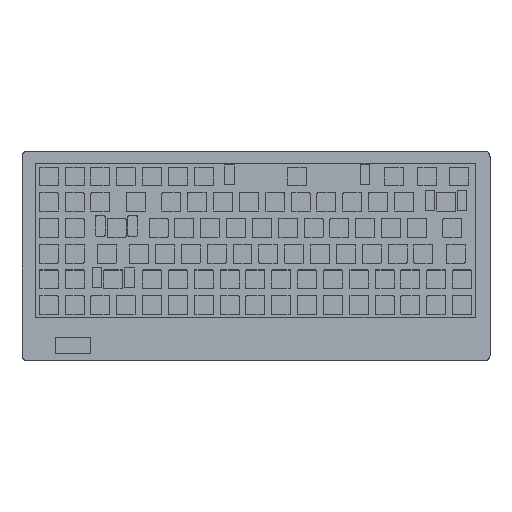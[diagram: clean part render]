
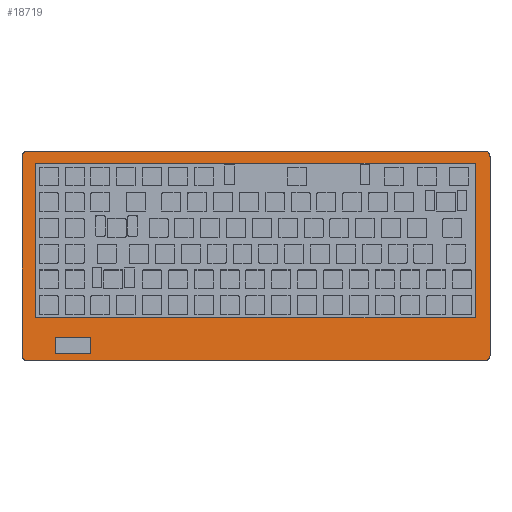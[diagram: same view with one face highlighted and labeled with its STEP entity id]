
A CAD part, top view. The second image highlights one B-rep face of the part: STEP entity #18719.
In plain terms, the highlighted planar face has unit normal (0, 0.087, 0.996).
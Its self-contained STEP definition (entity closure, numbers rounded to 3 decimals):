
#930=FACE_BOUND('',#2892,.T.);
#931=FACE_BOUND('',#2893,.T.);
#1279=PLANE('',#19861);
#1826=FACE_OUTER_BOUND('',#2891,.T.);
#2891=EDGE_LOOP('',(#12785,#12786,#12787,#12788,#12789,#12790,#12791,#12792));
#2892=EDGE_LOOP('',(#12793,#12794,#12795,#12796));
#2893=EDGE_LOOP('',(#12797,#12798,#12799,#12800));
#4163=LINE('',#27781,#5923);
#4168=LINE('',#27795,#5928);
#4186=LINE('',#27932,#5946);
#4187=LINE('',#27934,#5947);
#4189=LINE('',#27938,#5949);
#4190=LINE('',#27941,#5950);
#4192=LINE('',#27944,#5952);
#4193=LINE('',#27946,#5953);
#4195=LINE('',#27951,#5955);
#4198=LINE('',#27956,#5958);
#4200=LINE('',#27960,#5960);
#4201=LINE('',#27962,#5961);
#5923=VECTOR('',#21852,10.);
#5928=VECTOR('',#21867,10.);
#5946=VECTOR('',#22039,10.);
#5947=VECTOR('',#22042,10.);
#5949=VECTOR('',#22046,10.);
#5950=VECTOR('',#22049,10.);
#5952=VECTOR('',#22053,10.);
#5953=VECTOR('',#22056,10.);
#5955=VECTOR('',#22060,10.);
#5958=VECTOR('',#22065,10.);
#5960=VECTOR('',#22069,10.);
#5961=VECTOR('',#22072,10.);
#7669=ELLIPSE('',#19713,4.015,4.);
#7688=ELLIPSE('',#19735,4.015,4.);
#7689=ELLIPSE('',#19737,4.015,4.);
#7690=ELLIPSE('',#19740,4.015,4.);
#7851=VERTEX_POINT('',#27713);
#7852=VERTEX_POINT('',#27714);
#7883=VERTEX_POINT('',#27780);
#7884=VERTEX_POINT('',#27784);
#7885=VERTEX_POINT('',#27788);
#7886=VERTEX_POINT('',#27790);
#7887=VERTEX_POINT('',#27794);
#7888=VERTEX_POINT('',#27798);
#7928=VERTEX_POINT('',#27928);
#7929=VERTEX_POINT('',#27930);
#7930=VERTEX_POINT('',#27936);
#7931=VERTEX_POINT('',#27940);
#7932=VERTEX_POINT('',#27948);
#7933=VERTEX_POINT('',#27950);
#7934=VERTEX_POINT('',#27954);
#7935=VERTEX_POINT('',#27958);
#9718=EDGE_CURVE('',#7851,#7852,#7669,.T.);
#9751=EDGE_CURVE('',#7852,#7883,#4163,.T.);
#9753=EDGE_CURVE('',#7883,#7884,#7688,.T.);
#9756=EDGE_CURVE('',#7885,#7886,#7689,.T.);
#9758=EDGE_CURVE('',#7886,#7887,#4168,.T.);
#9760=EDGE_CURVE('',#7887,#7888,#7690,.T.);
#9816=EDGE_CURVE('',#7928,#7929,#4186,.T.);
#9817=EDGE_CURVE('',#7884,#7885,#4187,.T.);
#9819=EDGE_CURVE('',#7930,#7929,#4189,.T.);
#9820=EDGE_CURVE('',#7931,#7928,#4190,.T.);
#9822=EDGE_CURVE('',#7930,#7931,#4192,.T.);
#9823=EDGE_CURVE('',#7888,#7851,#4193,.T.);
#9825=EDGE_CURVE('',#7933,#7932,#4195,.T.);
#9828=EDGE_CURVE('',#7932,#7934,#4198,.T.);
#9830=EDGE_CURVE('',#7934,#7935,#4200,.T.);
#9831=EDGE_CURVE('',#7935,#7933,#4201,.T.);
#12785=ORIENTED_EDGE('',*,*,#9718,.F.);
#12786=ORIENTED_EDGE('',*,*,#9823,.F.);
#12787=ORIENTED_EDGE('',*,*,#9760,.F.);
#12788=ORIENTED_EDGE('',*,*,#9758,.F.);
#12789=ORIENTED_EDGE('',*,*,#9756,.F.);
#12790=ORIENTED_EDGE('',*,*,#9817,.F.);
#12791=ORIENTED_EDGE('',*,*,#9753,.F.);
#12792=ORIENTED_EDGE('',*,*,#9751,.F.);
#12793=ORIENTED_EDGE('',*,*,#9828,.T.);
#12794=ORIENTED_EDGE('',*,*,#9830,.T.);
#12795=ORIENTED_EDGE('',*,*,#9831,.T.);
#12796=ORIENTED_EDGE('',*,*,#9825,.T.);
#12797=ORIENTED_EDGE('',*,*,#9816,.T.);
#12798=ORIENTED_EDGE('',*,*,#9819,.F.);
#12799=ORIENTED_EDGE('',*,*,#9822,.T.);
#12800=ORIENTED_EDGE('',*,*,#9820,.T.);
#18719=ADVANCED_FACE('',(#1826,#930,#931),#1279,.T.);
#19713=AXIS2_PLACEMENT_3D('',#27715,#21796,#21797);
#19735=AXIS2_PLACEMENT_3D('',#27785,#21856,#21857);
#19737=AXIS2_PLACEMENT_3D('',#27791,#21862,#21863);
#19740=AXIS2_PLACEMENT_3D('',#27799,#21871,#21872);
#19861=AXIS2_PLACEMENT_3D('',#28026,#22163,#22164);
#21796=DIRECTION('center_axis',(0.,-0.087,-0.996));
#21797=DIRECTION('ref_axis',(0.,-0.996,0.087));
#21852=DIRECTION('',(0.,0.996,-0.087));
#21856=DIRECTION('center_axis',(0.,-0.087,-0.996));
#21857=DIRECTION('ref_axis',(0.,0.996,-0.087));
#21862=DIRECTION('center_axis',(0.,-0.087,-0.996));
#21863=DIRECTION('ref_axis',(0.,0.996,-0.087));
#21867=DIRECTION('',(0.,-0.996,0.087));
#21871=DIRECTION('center_axis',(0.,-0.087,-0.996));
#21872=DIRECTION('ref_axis',(0.,-0.996,0.087));
#22039=DIRECTION('',(0.,-0.996,0.087));
#22042=DIRECTION('',(1.,0.,0.));
#22046=DIRECTION('',(1.,0.,0.));
#22049=DIRECTION('',(1.,0.,0.));
#22053=DIRECTION('',(0.,0.996,-0.087));
#22056=DIRECTION('',(-1.,0.,0.));
#22060=DIRECTION('',(-1.,0.,0.));
#22065=DIRECTION('',(0.,0.996,-0.087));
#22069=DIRECTION('',(1.,0.,0.));
#22072=DIRECTION('',(0.,-0.996,0.087));
#22163=DIRECTION('center_axis',(0.,0.087,0.996));
#22164=DIRECTION('ref_axis',(1.,0.,0.));
#27713=CARTESIAN_POINT('',(-168.5,-74.713,37.589));
#27714=CARTESIAN_POINT('',(-172.5,-70.713,37.239));
#27715=CARTESIAN_POINT('Origin',(-168.5,-70.713,37.239));
#27780=CARTESIAN_POINT('',(-172.5,75.716,24.428));
#27781=CARTESIAN_POINT('',(-172.5,75.674,24.431));
#27784=CARTESIAN_POINT('',(-168.5,79.716,24.078));
#27785=CARTESIAN_POINT('Origin',(-168.5,75.716,24.428));
#27788=CARTESIAN_POINT('',(168.5,79.716,24.078));
#27790=CARTESIAN_POINT('',(172.5,75.716,24.428));
#27791=CARTESIAN_POINT('Origin',(168.5,75.716,24.428));
#27794=CARTESIAN_POINT('',(172.5,-70.713,37.239));
#27795=CARTESIAN_POINT('',(172.5,0.48,31.01));
#27798=CARTESIAN_POINT('',(168.5,-74.713,37.589));
#27799=CARTESIAN_POINT('Origin',(168.5,-70.713,37.239));
#27928=CARTESIAN_POINT('',(161.5,70.992,24.841));
#27930=CARTESIAN_POINT('',(161.5,-42.873,34.803));
#27932=CARTESIAN_POINT('',(161.5,70.992,24.841));
#27934=CARTESIAN_POINT('',(-171.25,79.716,24.078));
#27936=CARTESIAN_POINT('',(-162.35,-42.873,34.803));
#27938=CARTESIAN_POINT('',(-0.5,-42.873,34.803));
#27940=CARTESIAN_POINT('',(-162.35,70.992,24.841));
#27941=CARTESIAN_POINT('',(161.5,70.992,24.841));
#27944=CARTESIAN_POINT('',(-162.35,70.992,24.841));
#27946=CARTESIAN_POINT('',(-170.,-74.713,37.589));
#27948=CARTESIAN_POINT('',(-148.05,-69.192,37.106));
#27950=CARTESIAN_POINT('',(-121.95,-69.192,37.106));
#27951=CARTESIAN_POINT('',(-74.025,-69.192,37.106));
#27954=CARTESIAN_POINT('',(-148.05,-57.637,36.095));
#27956=CARTESIAN_POINT('',(-148.05,-28.339,33.531));
#27958=CARTESIAN_POINT('',(-121.95,-57.637,36.095));
#27960=CARTESIAN_POINT('',(-60.975,-57.637,36.095));
#27962=CARTESIAN_POINT('',(-121.95,-34.116,34.037));
#28026=CARTESIAN_POINT('Origin',(0.,0.96,
30.968));
